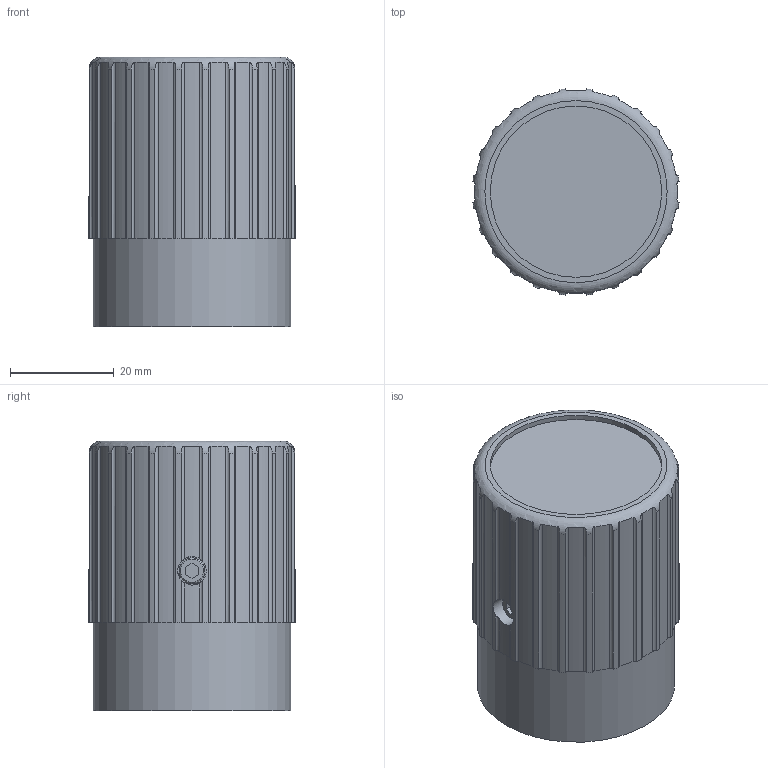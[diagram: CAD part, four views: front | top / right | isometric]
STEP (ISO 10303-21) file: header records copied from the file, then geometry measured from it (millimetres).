
FILE_DESCRIPTION( ( 'Unknown' ), '1' );
FILE_NAME( '6350040_MZN_40.stp', 'Unknown', ( 'Unknown' ), ( 'Unknown' ), 'PSStep 11.0', 'Unknown', ' ' );
FILE_SCHEMA( ( 'AUTOMOTIVE_DESIGN { 1 0 10303 214 1 1 1 1 }' ) );
Length unit declared in the file: millimetre
Products named in the file (1): 1811043
Bounding box: 39.71 x 39.71 x 52 mm (x, y, z)
Volume: 27634.5 mm3; surface area: 18837.6 mm2
Topology: 1 solids, 1 shells, 162 faces, 468 edges, 311 vertices
Faces by surface type: cylinder 87, plane 48, cone 26, torus 1
Full cylindrical faces by diameter (mm): 5 x2, 5.5 x2, 12 x1, 33 x2, 38 x1
Entity records: 7700 total; most frequent: CARTESIAN_POINT 2239, ORIENTED_EDGE 900, DIRECTION 848, EDGE_CURVE 450, AXIS2_PLACEMENT_3D 343, VERTEX_POINT 304, EDGE_LOOP 182, CIRCLE 180
